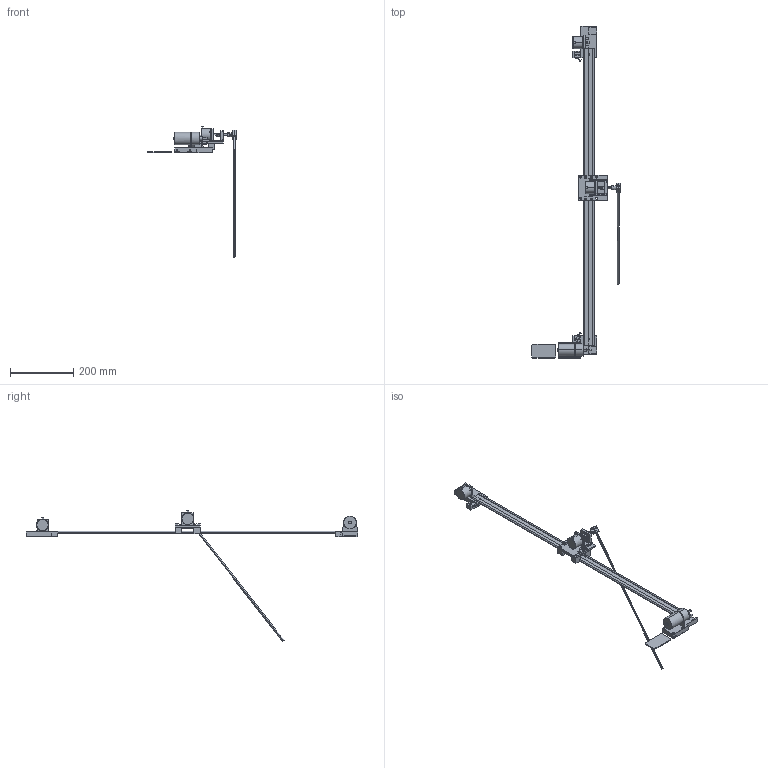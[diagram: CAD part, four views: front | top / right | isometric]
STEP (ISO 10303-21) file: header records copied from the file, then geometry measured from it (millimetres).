
FILE_DESCRIPTION(('CATIA V5 STEP Exchange'),'2;1');
FILE_NAME('cartPole.stp','2022-11-15T20:42:41+00:00',('none'),('none'),'CATIA Version 5 Release 19 GA (IN-10)','CATIA V5 STEP AP203','none');
FILE_SCHEMA(('CONFIG_CONTROL_DESIGN'));
Length unit declared in the file: millimetre
Products named in the file (1): Produit2
Assembly tree (18 placements, depth 2):
  Produit2
    #56
    #840  x2
    #2610
    #10367
    #10728
    #11911
    #12262
    #19092
    #20460
    #20811
    #21665
    #22250
    #28558
    #29842
    #30011  x2
    #32588
Bounding box: 279 x 1050 x 412.44 mm (x, y, z)
Volume: 608287.7 mm3; surface area: 241773.9 mm2
Topology: 26 solids, 27 shells, 1130 faces, 3028 edges, 2014 vertices
Faces by surface type: plane 616, cylinder 455, torus 26, bspline 19, extrusion 8, sphere 6
Entity records: 32852 total; most frequent: CARTESIAN_POINT 8260, ORIENTED_EDGE 5350, DIRECTION 4217, EDGE_CURVE 2675, VERTEX_POINT 1784, VECTOR 1719, LINE 1711, AXIS2_PLACEMENT_3D 1556
